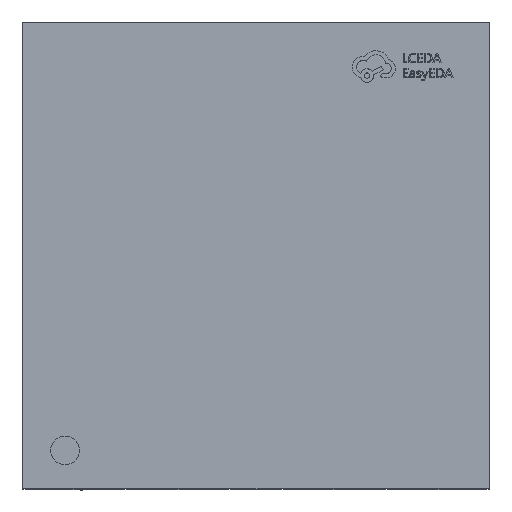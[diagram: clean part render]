
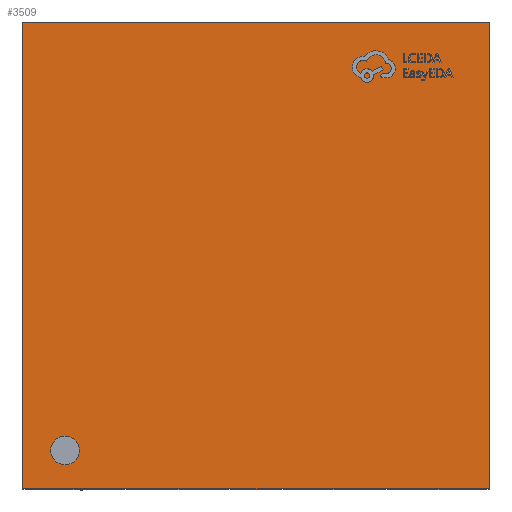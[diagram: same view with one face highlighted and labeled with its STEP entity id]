
A CAD part, top view. The second image highlights one B-rep face of the part: STEP entity #3509.
In plain terms, the highlighted planar face has unit normal (0, 0, 1).
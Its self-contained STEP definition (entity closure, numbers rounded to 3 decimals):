
#3025 = CARTESIAN_POINT ( 'NONE',  ( -2.048, -2.087, 0.85 ) ) ;
#3220 = VERTEX_POINT ( 'NONE', #42630 ) ;
#3225 = DIRECTION ( 'NONE',  ( 0., 1., 0. ) ) ;
#3230 = FACE_OUTER_BOUND ( 'NONE', #47473, .T. ) ;
#3509 = ADVANCED_FACE ( 'NONE', ( #33998, #3230 ), #48517, .T. ) ;
#3527 = DIRECTION ( 'NONE',  ( 1., 0., 0. ) ) ;
#7657 = AXIS2_PLACEMENT_3D ( 'NONE', #29834, #32790, #44850 ) ;
#9830 = EDGE_CURVE ( 'NONE', #18112, #42104, #18257, .T. ) ;
#10806 = ORIENTED_EDGE ( 'NONE', *, *, #9830, .T. ) ;
#10908 = LINE ( 'NONE', #44630, #45472 ) ;
#11552 = CARTESIAN_POINT ( 'NONE',  ( -2.5, 2.5, 0.85 ) ) ;
#11616 = CIRCLE ( 'NONE', #7657, 0.154 ) ;
#12021 = EDGE_CURVE ( 'NONE', #21722, #38128, #43873, .T. ) ;
#12589 = CARTESIAN_POINT ( 'NONE',  ( 0., 0., 0.85 ) ) ;
#13689 = LINE ( 'NONE', #14860, #40471 ) ;
#13935 = AXIS2_PLACEMENT_3D ( 'NONE', #12589, #42165, #38460 ) ;
#14699 = ORIENTED_EDGE ( 'NONE', *, *, #41004, .T. ) ;
#14860 = CARTESIAN_POINT ( 'NONE',  ( 2.5, 2.5, 0.85 ) ) ;
#15274 = CARTESIAN_POINT ( 'NONE',  ( -2.5, 2.5, 0.85 ) ) ;
#16238 = VECTOR ( 'NONE', #33429, 1000. ) ;
#18112 = VERTEX_POINT ( 'NONE', #21353 ) ;
#18139 = DIRECTION ( 'NONE',  ( 0., 0., 1. ) ) ;
#18257 = LINE ( 'NONE', #37135, #16238 ) ;
#18548 = LINE ( 'NONE', #11552, #38832 ) ;
#18789 = DIRECTION ( 'NONE',  ( -1., 0., 0. ) ) ;
#19940 = EDGE_LOOP ( 'NONE', ( #25958, #31607 ) ) ;
#21353 = CARTESIAN_POINT ( 'NONE',  ( -2.5, -2.5, 0.85 ) ) ;
#21722 = VERTEX_POINT ( 'NONE', #47329 ) ;
#25726 = CARTESIAN_POINT ( 'NONE',  ( 2.5, -2.5, 0.85 ) ) ;
#25958 = ORIENTED_EDGE ( 'NONE', *, *, #12021, .F. ) ;
#27453 = ORIENTED_EDGE ( 'NONE', *, *, #41324, .T. ) ;
#29723 = AXIS2_PLACEMENT_3D ( 'NONE', #3025, #18139, #3527 ) ;
#29834 = CARTESIAN_POINT ( 'NONE',  ( -2.048, -2.087, 0.85 ) ) ;
#31607 = ORIENTED_EDGE ( 'NONE', *, *, #36362, .F. ) ;
#32790 = DIRECTION ( 'NONE',  ( 0., 0., 1. ) ) ;
#33429 = DIRECTION ( 'NONE',  ( 1., 0., 0. ) ) ;
#33998 = FACE_BOUND ( 'NONE', #19940, .T. ) ;
#36362 = EDGE_CURVE ( 'NONE', #38128, #21722, #11616, .T. ) ;
#37135 = CARTESIAN_POINT ( 'NONE',  ( -2.5, -2.5, 0.85 ) ) ;
#37256 = CARTESIAN_POINT ( 'NONE',  ( -2.202, -2.087, 0.85 ) ) ;
#38128 = VERTEX_POINT ( 'NONE', #37256 ) ;
#38460 = DIRECTION ( 'NONE',  ( 1., 0., 0. ) ) ;
#38832 = VECTOR ( 'NONE', #18789, 1000. ) ;
#40471 = VECTOR ( 'NONE', #3225, 1000. ) ;
#41004 = EDGE_CURVE ( 'NONE', #42104, #3220, #13689, .T. ) ;
#41185 = ORIENTED_EDGE ( 'NONE', *, *, #43609, .T. ) ;
#41324 = EDGE_CURVE ( 'NONE', #3220, #42197, #18548, .T. ) ;
#41677 = DIRECTION ( 'NONE',  ( 0., -1., 0. ) ) ;
#42104 = VERTEX_POINT ( 'NONE', #25726 ) ;
#42165 = DIRECTION ( 'NONE',  ( 0., 0., 1. ) ) ;
#42197 = VERTEX_POINT ( 'NONE', #15274 ) ;
#42630 = CARTESIAN_POINT ( 'NONE',  ( 2.5, 2.5, 0.85 ) ) ;
#43609 = EDGE_CURVE ( 'NONE', #42197, #18112, #10908, .T. ) ;
#43873 = CIRCLE ( 'NONE', #29723, 0.154 ) ;
#44630 = CARTESIAN_POINT ( 'NONE',  ( -2.5, 2.5, 0.85 ) ) ;
#44850 = DIRECTION ( 'NONE',  ( 1., 0., 0. ) ) ;
#45472 = VECTOR ( 'NONE', #41677, 1000. ) ;
#47329 = CARTESIAN_POINT ( 'NONE',  ( -1.894, -2.087, 0.85 ) ) ;
#47473 = EDGE_LOOP ( 'NONE', ( #14699, #27453, #41185, #10806 ) ) ;
#48517 = PLANE ( 'NONE',  #13935 ) ;
